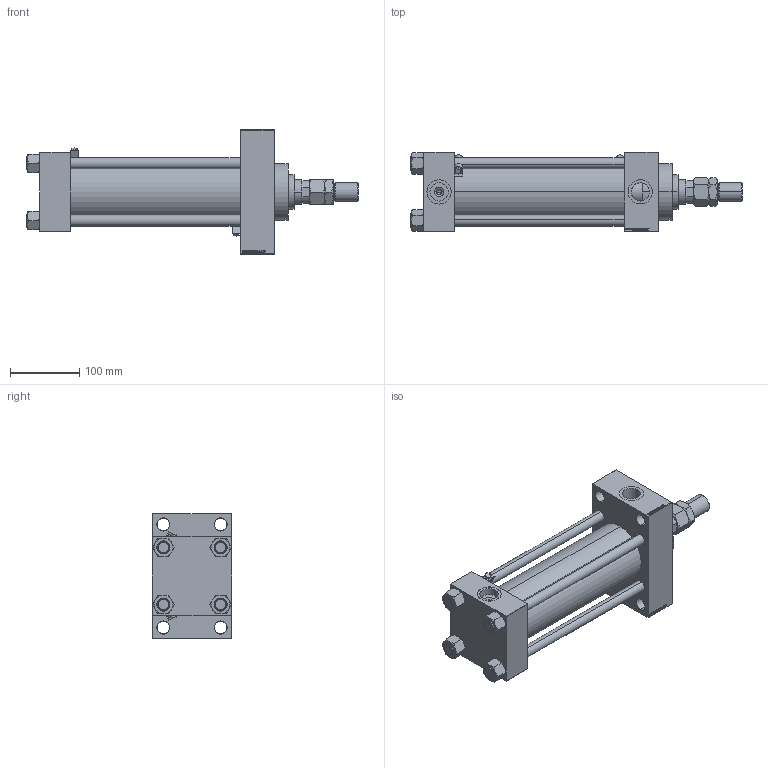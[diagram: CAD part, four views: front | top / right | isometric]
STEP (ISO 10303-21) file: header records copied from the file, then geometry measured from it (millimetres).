
FILE_DESCRIPTION (( 'STEP AP203' ), '1' );
FILE_NAME ('23e5.STEP', '2024-03-18T12:37:27', ( '' ), ( '' ), 'SwSTEP 2.0', 'SolidWorks 2019', '' );
FILE_SCHEMA (( 'CONFIG_CONTROL_DESIGN' ));
Length unit declared in the file: millimetre
Products named in the file (8): MTA 41793357fe49c9ddc4c87e4d03e036d8; MSRF_MSRG1 41793357fe49c9ddc4c87e4d03e036d8; NUT_M5_D 41793357fe49c9ddc4c87e4d03e036d8; V215CR_D_Body 41793357fe49c9ddc4c87e4d03e036d8; V215CR_VCP_D 41793357fe49c9ddc4c87e4d03e036d8; V215_VC_A 41793357fe49c9ddc4c87e4d03e036d8; 23e5; V215CR_D_TYCINKA 41793357fe49c9ddc4c87e4d03e036d8
Assembly tree (14 placements, depth 2):
  23e5
    V215CR_D_Body 41793357fe49c9ddc4c87e4d03e036d8
    V215CR_VCP_D 41793357fe49c9ddc4c87e4d03e036d8
    NUT_M5_D 41793357fe49c9ddc4c87e4d03e036d8  x4
    V215CR_D_TYCINKA 41793357fe49c9ddc4c87e4d03e036d8  x4
    V215_VC_A 41793357fe49c9ddc4c87e4d03e036d8
    MTA 41793357fe49c9ddc4c87e4d03e036d8
    MSRF_MSRG1 41793357fe49c9ddc4c87e4d03e036d8  x2
Bounding box: 480 x 115 x 180 mm (x, y, z)
Volume: 2514120.1 mm3; surface area: 461182.3 mm2
Topology: 14 solids, 14 shells, 1264 faces, 3153 edges, 2035 vertices
Faces by surface type: plane 596, bspline 368, cone 170, cylinder 120, torus 10
Entity records: 50382 total; most frequent: CARTESIAN_POINT 25983, ORIENTED_EDGE 5420, DIRECTION 3600, EDGE_CURVE 2710, VERTEX_POINT 1765, VECTOR 1596, LINE 1596, EDGE_LOOP 1211
